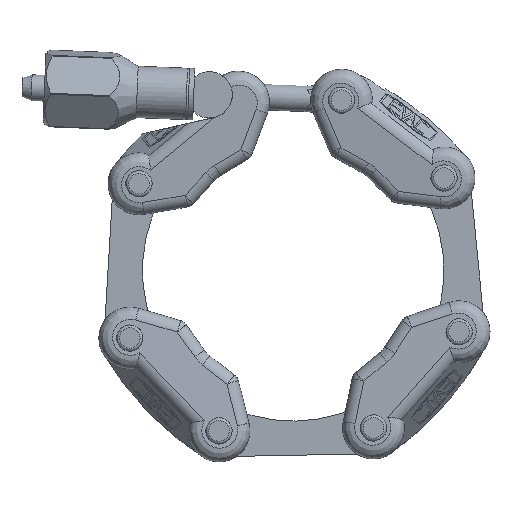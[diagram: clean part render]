
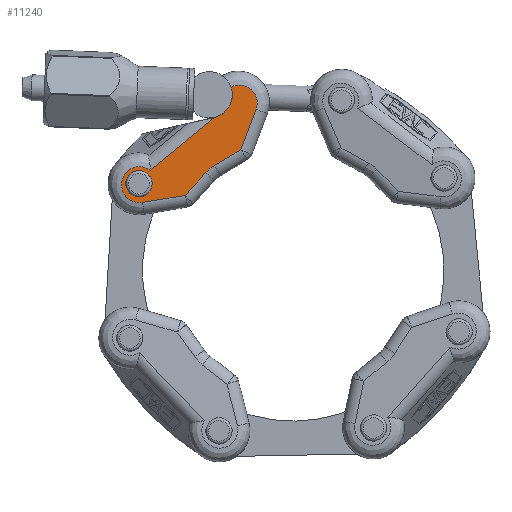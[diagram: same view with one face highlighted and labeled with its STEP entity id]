
A CAD part, left-side view. The second image highlights one B-rep face of the part: STEP entity #11240.
In plain terms, the highlighted face is planar.
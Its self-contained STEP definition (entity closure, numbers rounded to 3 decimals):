
#573=PLANE('',#12053);
#1369=LINE('',#20092,#2400);
#1370=LINE('',#20121,#2401);
#1371=LINE('',#20149,#2402);
#1373=LINE('',#20176,#2404);
#1598=LINE('',#22482,#2629);
#2400=VECTOR('',#13805,1000.);
#2401=VECTOR('',#13808,1000.);
#2402=VECTOR('',#13811,1000.);
#2404=VECTOR('',#13817,1000.);
#2629=VECTOR('',#14312,1000.);
#3052=B_SPLINE_CURVE_WITH_KNOTS('',3,(#22302,#22303,#22304,#22305,#22306,
#22307,#22308),.UNSPECIFIED.,.F.,.F.,(4,1,1,1,4),(0.,0.25,0.5,0.75,1.),
 .UNSPECIFIED.);
#3053=B_SPLINE_CURVE_WITH_KNOTS('',3,(#22379,#22380,#22381,#22382),
 .UNSPECIFIED.,.F.,.F.,(4,4),(0.,1.),.UNSPECIFIED.);
#3054=B_SPLINE_CURVE_WITH_KNOTS('',3,(#22463,#22464,#22465,#22466,#22467,
#22468,#22469,#22470,#22471,#22472,#22473,#22474),.UNSPECIFIED.,.F.,.F.,
(4,1,1,1,1,1,1,1,1,4),(0.,0.125,0.25,0.375,0.5,0.625,0.75,0.875,0.938,
1.),.UNSPECIFIED.);
#6187=ORIENTED_EDGE('',*,*,#7679,.T.);
#6188=ORIENTED_EDGE('',*,*,#7928,.F.);
#6189=ORIENTED_EDGE('',*,*,#7926,.T.);
#6190=ORIENTED_EDGE('',*,*,#7534,.F.);
#6191=ORIENTED_EDGE('',*,*,#7546,.F.);
#6192=ORIENTED_EDGE('',*,*,#7925,.F.);
#6193=ORIENTED_EDGE('',*,*,#7540,.F.);
#6194=ORIENTED_EDGE('',*,*,#7553,.F.);
#6195=ORIENTED_EDGE('',*,*,#7924,.T.);
#6196=ORIENTED_EDGE('',*,*,#7684,.F.);
#7534=EDGE_CURVE('',#8793,#8787,#1369,.T.);
#7540=EDGE_CURVE('',#8799,#8794,#1370,.T.);
#7546=EDGE_CURVE('',#8804,#8793,#1371,.T.);
#7553=EDGE_CURVE('',#8810,#8799,#1373,.T.);
#7679=EDGE_CURVE('',#8918,#8917,#9184,.T.);
#7684=EDGE_CURVE('',#8921,#8921,#9186,.T.);
#7924=EDGE_CURVE('',#8810,#8918,#3052,.T.);
#7925=EDGE_CURVE('',#8794,#8804,#3053,.F.);
#7926=EDGE_CURVE('',#9056,#8787,#3054,.T.);
#7928=EDGE_CURVE('',#9056,#8917,#1598,.T.);
#8787=VERTEX_POINT('',#20067);
#8793=VERTEX_POINT('',#20091);
#8794=VERTEX_POINT('',#20098);
#8799=VERTEX_POINT('',#20120);
#8804=VERTEX_POINT('',#20148);
#8810=VERTEX_POINT('',#20175);
#8917=VERTEX_POINT('',#20710);
#8918=VERTEX_POINT('',#20712);
#8921=VERTEX_POINT('',#20729);
#9056=VERTEX_POINT('',#22475);
#9184=ELLIPSE('',#11954,4.517,4.5);
#9186=ELLIPSE('',#11960,2.56,2.55);
#9801=EDGE_LOOP('',(#6187,#6188,#6189,#6190,#6191,#6192,#6193,#6194,#6195));
#9802=EDGE_LOOP('',(#6196));
#10490=FACE_BOUND('',#9801,.T.);
#10491=FACE_BOUND('',#9802,.T.);
#11240=ADVANCED_FACE('',(#10490,#10491),#573,.T.);
#11954=AXIS2_PLACEMENT_3D('',#20711,#13928,#13929);
#11960=AXIS2_PLACEMENT_3D('',#20728,#13940,#13941);
#12053=AXIS2_PLACEMENT_3D('',#22481,#14310,#14311);
#13805=DIRECTION('',(-0.044,0.5,-0.865));
#13808=DIRECTION('',(-0.013,0.148,-0.989));
#13811=DIRECTION('',(0.013,-0.148,-0.989));
#13817=DIRECTION('',(0.044,-0.5,-0.865));
#13928=DIRECTION('',(0.996,0.087,0.));
#13929=DIRECTION('',(-0.087,0.996,0.));
#13940=DIRECTION('',(-0.996,-0.087,0.));
#13941=DIRECTION('',(0.087,-0.996,0.));
#14310=DIRECTION('',(-0.996,-0.087,0.));
#14311=DIRECTION('',(0.,0.,1.));
#14312=DIRECTION('',(0.,0.,1.));
#20067=CARTESIAN_POINT('',(-9.671,-2.014,-14.25));
#20091=CARTESIAN_POINT('',(-9.304,-6.211,-6.98));
#20092=CARTESIAN_POINT('',(-9.304,-6.211,-6.98));
#20098=CARTESIAN_POINT('',(-9.381,-5.334,1.109));
#20120=CARTESIAN_POINT('',(-9.304,-6.211,6.98));
#20121=CARTESIAN_POINT('',(-9.304,-6.211,6.98));
#20148=CARTESIAN_POINT('',(-9.381,-5.334,-1.109));
#20149=CARTESIAN_POINT('',(-9.381,-5.334,-1.109));
#20175=CARTESIAN_POINT('',(-9.671,-2.014,14.25));
#20176=CARTESIAN_POINT('',(-9.671,-2.014,14.25));
#20710=CARTESIAN_POINT('',(-10.011,1.87,7.07));
#20711=CARTESIAN_POINT('',(-10.367,5.935,9.));
#20712=CARTESIAN_POINT('',(-10.236,4.437,13.243));
#20728=CARTESIAN_POINT('',(-9.956,1.235,-12.5));
#20729=CARTESIAN_POINT('',(-9.733,-1.315,-12.5));
#22302=CARTESIAN_POINT('',(-9.671,-2.014,14.25));
#22303=CARTESIAN_POINT('',(-9.702,-1.662,14.86));
#22304=CARTESIAN_POINT('',(-9.796,-0.588,15.851));
#22305=CARTESIAN_POINT('',(-9.987,1.59,16.174));
#22306=CARTESIAN_POINT('',(-10.16,3.567,15.202));
#22307=CARTESIAN_POINT('',(-10.223,4.287,13.933));
#22308=CARTESIAN_POINT('',(-10.236,4.437,13.243));
#22379=CARTESIAN_POINT('',(-9.381,-5.334,-1.109));
#22380=CARTESIAN_POINT('',(-9.391,-5.224,-0.374));
#22381=CARTESIAN_POINT('',(-9.391,-5.224,0.373));
#22382=CARTESIAN_POINT('',(-9.381,-5.334,1.109));
#22463=CARTESIAN_POINT('',(-10.011,1.87,-9.105));
#22464=CARTESIAN_POINT('',(-10.061,2.44,-9.249));
#22465=CARTESIAN_POINT('',(-10.151,3.466,-9.805));
#22466=CARTESIAN_POINT('',(-10.237,4.456,-11.288));
#22467=CARTESIAN_POINT('',(-10.252,4.618,-13.058));
#22468=CARTESIAN_POINT('',(-10.191,3.925,-14.696));
#22469=CARTESIAN_POINT('',(-10.07,2.542,-15.81));
#22470=CARTESIAN_POINT('',(-9.916,0.787,-16.14));
#22471=CARTESIAN_POINT('',(-9.795,-0.601,-15.683));
#22472=CARTESIAN_POINT('',(-9.714,-1.53,-14.95));
#22473=CARTESIAN_POINT('',(-9.684,-1.87,-14.5));
#22474=CARTESIAN_POINT('',(-9.671,-2.014,-14.25));
#22475=CARTESIAN_POINT('',(-10.011,1.87,-9.105));
#22481=CARTESIAN_POINT('',(-9.096,-8.595,0.));
#22482=CARTESIAN_POINT('',(-10.011,1.87,-9.105));
